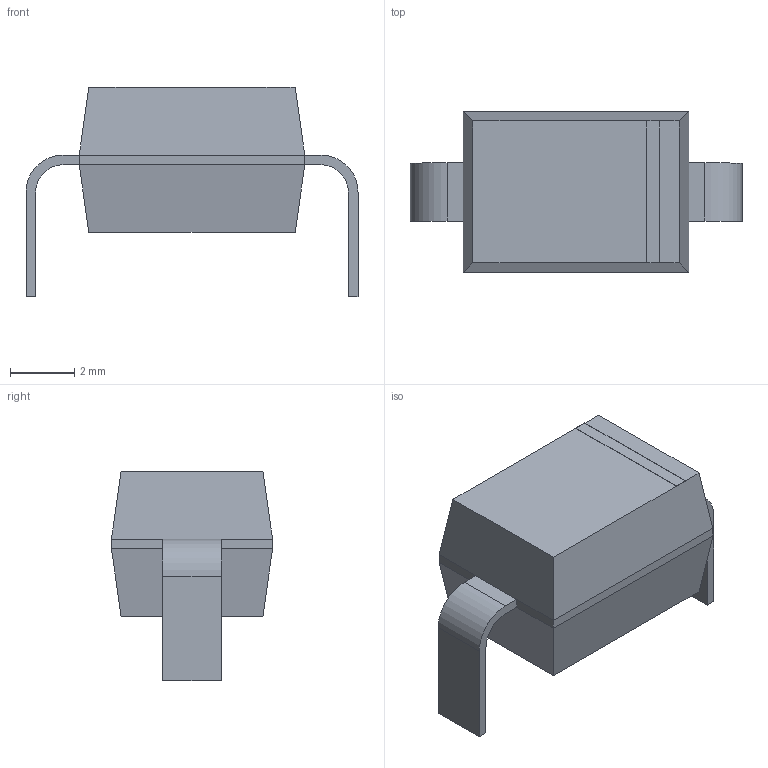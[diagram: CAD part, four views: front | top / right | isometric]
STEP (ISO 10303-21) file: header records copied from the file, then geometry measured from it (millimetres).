
FILE_DESCRIPTION (( 'STEP AP214' ), '1' );
FILE_NAME ('ÊÄ105(æîëòàÿ ïîëîñêà).STEP', '2015-02-06T11:16:54', ( '' ), ( '' ), 'SwSTEP 2.0', 'SolidWorks 2014', '' );
FILE_SCHEMA (( 'AUTOMOTIVE_DESIGN' ));
Length unit declared in the file: millimetre
Products named in the file (1): ÊÄ105(æîëòàÿ ïîëîñêà)
Bounding box: 10.3 x 5 x 6.51 mm (x, y, z)
Volume: 148.6 mm3; surface area: 205 mm2
Topology: 1 solids, 1 shells, 40 faces, 94 edges, 56 vertices
Faces by surface type: plane 36, cylinder 4
Entity records: 1525 total; most frequent: CARTESIAN_POINT 191, ORIENTED_EDGE 188, DIRECTION 184, EDGE_CURVE 94, VECTOR 86, LINE 86, VERTEX_POINT 56, AXIS2_PLACEMENT_3D 49
